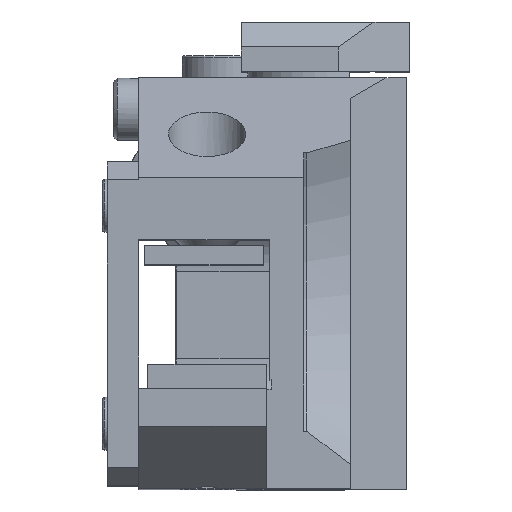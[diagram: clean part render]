
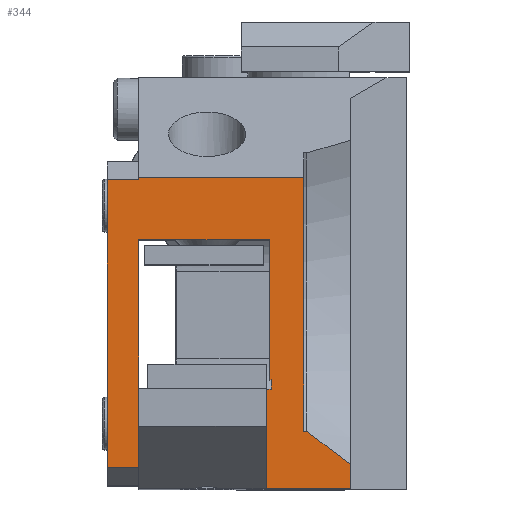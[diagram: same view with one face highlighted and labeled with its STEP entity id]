
A CAD part, top view. The second image highlights one B-rep face of the part: STEP entity #344.
In plain terms, the highlighted planar face has unit normal (0, 0, 1).
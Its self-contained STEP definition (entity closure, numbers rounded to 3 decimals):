
#104=B_SPLINE_CURVE_WITH_KNOTS('',3,(#4325,#4326,#4327,#4328),.UNSPECIFIED.,
 .F.,.F.,(4,4),(0.,1.),.UNSPECIFIED.);
#121=FACE_OUTER_BOUND('',#781,.T.);
#344=ADVANCED_FACE('',(#121),#525,.F.);
#525=PLANE('',#3058);
#781=EDGE_LOOP('',(#1092,#1093,#1094,#1095,#1096,#1097,#1098,#1099,#1100,
#1101,#1102,#1103,#1104,#1105,#1106,#1107,#1108,#1109));
#1092=ORIENTED_EDGE('',*,*,#2157,.F.);
#1093=ORIENTED_EDGE('',*,*,#2158,.T.);
#1094=ORIENTED_EDGE('',*,*,#2159,.T.);
#1095=ORIENTED_EDGE('',*,*,#2160,.F.);
#1096=ORIENTED_EDGE('',*,*,#2161,.T.);
#1097=ORIENTED_EDGE('',*,*,#2162,.T.);
#1098=ORIENTED_EDGE('',*,*,#2163,.T.);
#1099=ORIENTED_EDGE('',*,*,#2164,.T.);
#1100=ORIENTED_EDGE('',*,*,#2165,.T.);
#1101=ORIENTED_EDGE('',*,*,#2138,.T.);
#1102=ORIENTED_EDGE('',*,*,#2166,.T.);
#1103=ORIENTED_EDGE('',*,*,#2167,.T.);
#1104=ORIENTED_EDGE('',*,*,#2168,.T.);
#1105=ORIENTED_EDGE('',*,*,#2169,.T.);
#1106=ORIENTED_EDGE('',*,*,#2170,.T.);
#1107=ORIENTED_EDGE('',*,*,#2171,.F.);
#1108=ORIENTED_EDGE('',*,*,#2152,.F.);
#1109=ORIENTED_EDGE('',*,*,#2172,.F.);
#1850=VERTEX_POINT('',#4262);
#1854=VERTEX_POINT('',#4271);
#1855=VERTEX_POINT('',#4273);
#1867=VERTEX_POINT('',#4302);
#1869=VERTEX_POINT('',#4305);
#1873=VERTEX_POINT('',#4315);
#1874=VERTEX_POINT('',#4316);
#1875=VERTEX_POINT('',#4318);
#1876=VERTEX_POINT('',#4320);
#1877=VERTEX_POINT('',#4322);
#1878=VERTEX_POINT('',#4324);
#1879=VERTEX_POINT('',#4329);
#1880=VERTEX_POINT('',#4331);
#1881=VERTEX_POINT('',#4333);
#1882=VERTEX_POINT('',#4336);
#1883=VERTEX_POINT('',#4338);
#1884=VERTEX_POINT('',#4340);
#1885=VERTEX_POINT('',#4343);
#2138=EDGE_CURVE('',#1855,#1854,#2517,.T.);
#2152=EDGE_CURVE('',#1867,#1869,#2528,.T.);
#2157=EDGE_CURVE('',#1873,#1874,#2531,.T.);
#2158=EDGE_CURVE('',#1873,#1875,#2532,.T.);
#2159=EDGE_CURVE('',#1875,#1876,#2533,.T.);
#2160=EDGE_CURVE('',#1877,#1876,#2534,.T.);
#2161=EDGE_CURVE('',#1877,#1878,#2535,.T.);
#2162=EDGE_CURVE('',#1878,#1879,#104,.T.);
#2163=EDGE_CURVE('',#1879,#1880,#2536,.T.);
#2164=EDGE_CURVE('',#1880,#1881,#2537,.T.);
#2165=EDGE_CURVE('',#1881,#1855,#2538,.T.);
#2166=EDGE_CURVE('',#1854,#1882,#2539,.T.);
#2167=EDGE_CURVE('',#1882,#1883,#2540,.T.);
#2168=EDGE_CURVE('',#1883,#1884,#2541,.T.);
#2169=EDGE_CURVE('',#1884,#1850,#2542,.T.);
#2170=EDGE_CURVE('',#1850,#1885,#2543,.T.);
#2171=EDGE_CURVE('',#1869,#1885,#2544,.T.);
#2172=EDGE_CURVE('',#1874,#1867,#2545,.T.);
#2517=LINE('',#4272,#2792);
#2528=LINE('',#4304,#2803);
#2531=LINE('',#4314,#2806);
#2532=LINE('',#4317,#2807);
#2533=LINE('',#4319,#2808);
#2534=LINE('',#4321,#2809);
#2535=LINE('',#4323,#2810);
#2536=LINE('',#4330,#2811);
#2537=LINE('',#4332,#2812);
#2538=LINE('',#4334,#2813);
#2539=LINE('',#4335,#2814);
#2540=LINE('',#4337,#2815);
#2541=LINE('',#4339,#2816);
#2542=LINE('',#4341,#2817);
#2543=LINE('',#4342,#2818);
#2544=LINE('',#4344,#2819);
#2545=LINE('',#4345,#2820);
#2792=VECTOR('',#3399,1.);
#2803=VECTOR('',#3416,1.);
#2806=VECTOR('',#3425,1.);
#2807=VECTOR('',#3426,1.);
#2808=VECTOR('',#3427,1.);
#2809=VECTOR('',#3428,1.);
#2810=VECTOR('',#3429,1.);
#2811=VECTOR('',#3430,1.);
#2812=VECTOR('',#3431,1.);
#2813=VECTOR('',#3432,1.);
#2814=VECTOR('',#3433,1.);
#2815=VECTOR('',#3434,1.);
#2816=VECTOR('',#3435,1.);
#2817=VECTOR('',#3436,1.);
#2818=VECTOR('',#3437,1.);
#2819=VECTOR('',#3438,1.);
#2820=VECTOR('',#3439,1.);
#3058=AXIS2_PLACEMENT_3D('',#4346,#3440,#3441);
#3399=DIRECTION('',(0.,-1.,0.));
#3416=DIRECTION('',(0.,1.,0.));
#3425=DIRECTION('',(0.,1.,0.));
#3426=DIRECTION('',(-1.,0.,0.));
#3427=DIRECTION('',(0.,-1.,0.));
#3428=DIRECTION('',(-1.,0.,0.));
#3429=DIRECTION('',(0.,1.,0.));
#3430=DIRECTION('',(-1.,0.,0.));
#3431=DIRECTION('',(0.,1.,0.));
#3432=DIRECTION('',(-1.,0.,0.));
#3433=DIRECTION('',(-1.,0.,0.));
#3434=DIRECTION('',(0.,-1.,0.));
#3435=DIRECTION('',(1.,0.,0.));
#3436=DIRECTION('',(0.,1.,0.));
#3437=DIRECTION('',(0.,1.,0.));
#3438=DIRECTION('',(-1.,0.,0.));
#3439=DIRECTION('',(-1.,0.,0.));
#3440=DIRECTION('',(0.,0.,-1.));
#3441=DIRECTION('',(0.,-1.,0.));
#4262=CARTESIAN_POINT('',(-34.,-20.,41.737));
#4271=CARTESIAN_POINT('',(-34.,13.613,41.737));
#4272=CARTESIAN_POINT('',(-34.,30.,41.737));
#4273=CARTESIAN_POINT('',(-34.,14.,41.737));
#4302=CARTESIAN_POINT('',(-13.,-18.5,41.737));
#4304=CARTESIAN_POINT('',(-13.,-20.,41.737));
#4305=CARTESIAN_POINT('',(-13.,4.,41.737));
#4314=CARTESIAN_POINT('',(-12.7,30.,41.737));
#4315=CARTESIAN_POINT('',(-12.7,-20.,41.737));
#4316=CARTESIAN_POINT('',(-12.7,-18.5,41.737));
#4317=CARTESIAN_POINT('',(6.,-20.,41.737));
#4318=CARTESIAN_POINT('',(-13.5,-20.,41.737));
#4319=CARTESIAN_POINT('',(-13.5,30.,41.737));
#4320=CARTESIAN_POINT('',(-13.5,-36.,41.737));
#4321=CARTESIAN_POINT('',(-8.149,-36.,41.737));
#4322=CARTESIAN_POINT('',(0.,-36.,41.737));
#4323=CARTESIAN_POINT('',(0.,-36.,41.737));
#4324=CARTESIAN_POINT('',(0.,-32.108,41.737));
#4325=CARTESIAN_POINT('',(0.,-32.108,41.737));
#4326=CARTESIAN_POINT('',(-2.364,-30.363,41.737));
#4327=CARTESIAN_POINT('',(-4.704,-28.583,41.737));
#4328=CARTESIAN_POINT('',(-7.,-26.75,41.737));
#4329=CARTESIAN_POINT('',(-7.,-26.75,41.737));
#4330=CARTESIAN_POINT('',(9.,-26.75,41.737));
#4331=CARTESIAN_POINT('',(-7.5,-26.75,41.737));
#4332=CARTESIAN_POINT('',(-7.5,30.,41.737));
#4333=CARTESIAN_POINT('',(-7.5,14.,41.737));
#4334=CARTESIAN_POINT('',(6.,14.,41.737));
#4335=CARTESIAN_POINT('',(-34.,13.613,41.737));
#4336=CARTESIAN_POINT('',(-39.,13.613,41.737));
#4337=CARTESIAN_POINT('',(-39.,-9.5,41.737));
#4338=CARTESIAN_POINT('',(-39.,-32.613,41.737));
#4339=CARTESIAN_POINT('',(-34.,-32.613,41.737));
#4340=CARTESIAN_POINT('',(-34.,-32.613,41.737));
#4341=CARTESIAN_POINT('',(-34.,-9.5,41.737));
#4342=CARTESIAN_POINT('',(-34.,-9.5,41.737));
#4343=CARTESIAN_POINT('',(-34.,4.,41.737));
#4344=CARTESIAN_POINT('',(-13.,4.,41.737));
#4345=CARTESIAN_POINT('',(6.,-18.5,41.737));
#4346=CARTESIAN_POINT('',(6.,30.,41.737));
